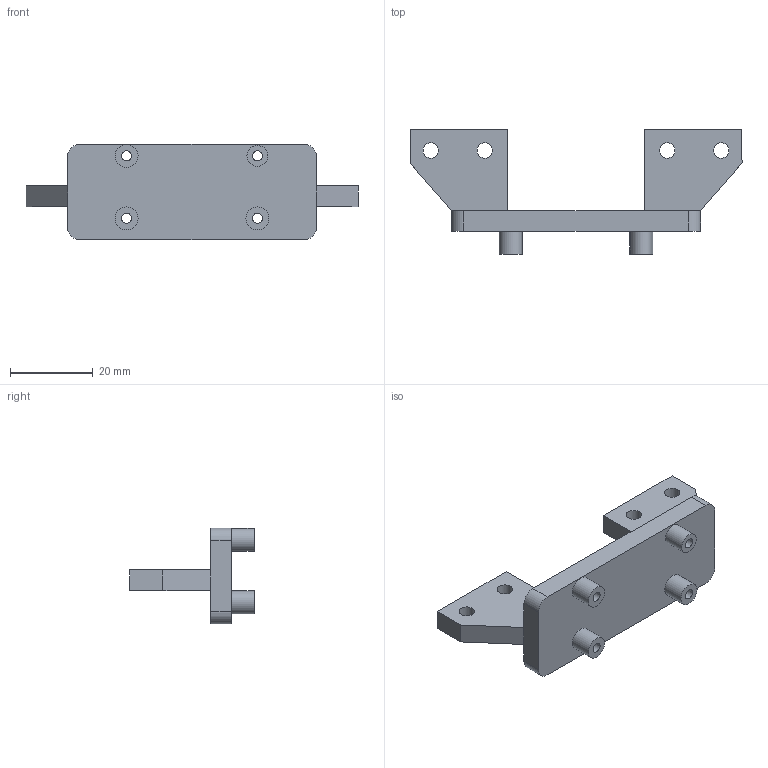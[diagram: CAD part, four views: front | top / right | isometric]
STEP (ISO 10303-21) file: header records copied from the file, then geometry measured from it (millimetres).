
FILE_DESCRIPTION(/* description */ (''),/* implementation_level */ '2;1');
FILE_NAME(/* name */ 'Rear LCD Holder v1.step',/* time_stamp */ '2023-08-10T06:48:50-05:00',/* author */ (''),/* organization */ (''),/* preprocessor_version */ 'ST-DEVELOPER v20',/* originating_system */ 'Autodesk Translation Framework v12.9.0.99',/* authorisation */ '');
FILE_SCHEMA (('AUTOMOTIVE_DESIGN { 1 0 10303 214 3 1 1 }'));
Length unit declared in the file: millimetre
Products named in the file (1): Rear LCD Holder
Bounding box: 80 x 30 x 23 mm (x, y, z)
Volume: 10959.6 mm3; surface area: 6475.9 mm2
Topology: 1 solids, 1 shells, 38 faces, 92 edges, 60 vertices
Faces by surface type: plane 22, cylinder 16
Full cylindrical faces by diameter (mm): 2.4 x4, 3.7 x4, 5 x1, 5.5 x3
Entity records: 1188 total; most frequent: DIRECTION 202, CARTESIAN_POINT 191, ORIENTED_EDGE 184, EDGE_CURVE 92, AXIS2_PLACEMENT_3D 71, LINE 60, VECTOR 60, VERTEX_POINT 60
